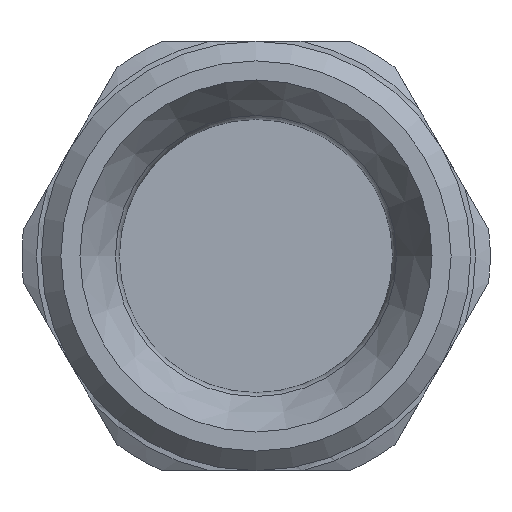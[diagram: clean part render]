
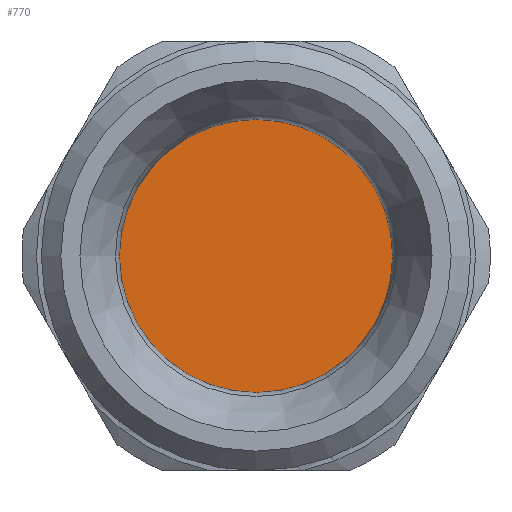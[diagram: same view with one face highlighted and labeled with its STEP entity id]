
A CAD part, front view. The second image highlights one B-rep face of the part: STEP entity #770.
In plain terms, the highlighted planar face has unit normal (0, -1, 0).
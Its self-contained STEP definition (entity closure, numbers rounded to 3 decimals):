
#100=ORIENTED_EDGE('',*,*,#252,.T.);
#252=EDGE_CURVE('',#328,#328,#380,.T.);
#328=VERTEX_POINT('',#1038);
#380=CIRCLE('',#812,7.);
#414=EDGE_LOOP('',(#100));
#460=FACE_BOUND('',#414,.T.);
#506=PLANE('',#811);
#770=ADVANCED_FACE('',(#460),#506,.T.);
#811=AXIS2_PLACEMENT_3D('',#1036,#883,#884);
#812=AXIS2_PLACEMENT_3D('',#1037,#885,#886);
#883=DIRECTION('',(0.,-1.,0.));
#884=DIRECTION('',(1.,0.,0.));
#885=DIRECTION('',(0.,-1.,0.));
#886=DIRECTION('',(1.,0.,0.));
#1036=CARTESIAN_POINT('',(0.,3.902,0.));
#1037=CARTESIAN_POINT('',(0.,3.902,0.));
#1038=CARTESIAN_POINT('',(7.,3.902,0.));
